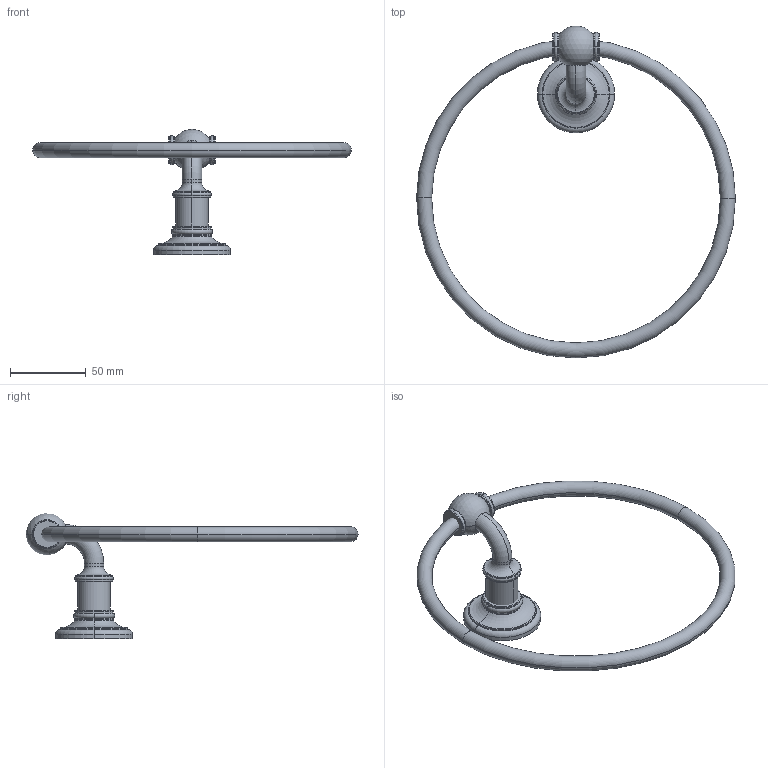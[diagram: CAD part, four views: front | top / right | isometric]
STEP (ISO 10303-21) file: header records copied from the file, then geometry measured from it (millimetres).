
FILE_DESCRIPTION((''),'2;1');
FILE_NAME('38-09_WEB','2011-12-14T',('ravindrashirol'),(''),'PRO/ENGINEER BY PARAMETRIC TECHNOLOGY CORPORATION, 2009300','PRO/ENGINEER BY PARAMETRIC TECHNOLOGY CORPORATION, 2009300','');
FILE_SCHEMA(('CONFIG_CONTROL_DESIGN'));
Length unit declared in the file: inch
Products named in the file (1): 38-09_WEB
Bounding box: 209.8 x 218.48 x 82.34 mm (x, y, z)
Surface area: 49136.8 mm2 (no closed solid volume)
Topology: 0 solids, 10 shells, 76 faces, 164 edges, 93 vertices
Faces by surface type: torus 42, cylinder 24, plane 8, sphere 2
Entity records: 2095 total; most frequent: DIRECTION 452, CARTESIAN_POINT 331, ORIENTED_EDGE 298, AXIS2_PLACEMENT_3D 214, EDGE_CURVE 162, CIRCLE 138, VERTEX_POINT 93, EDGE_LOOP 76
